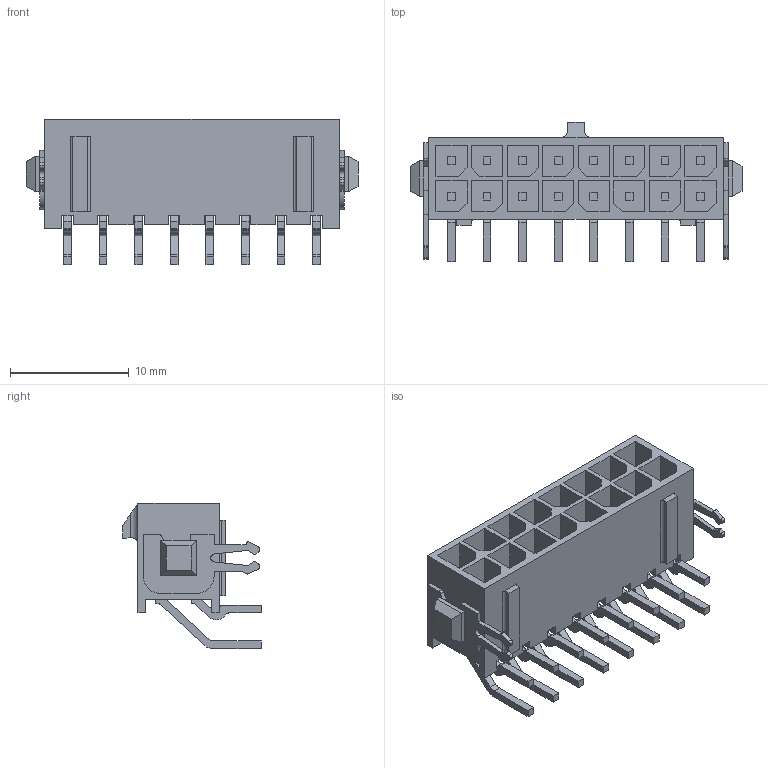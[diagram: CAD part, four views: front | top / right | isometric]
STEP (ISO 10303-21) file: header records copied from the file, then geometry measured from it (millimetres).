
FILE_DESCRIPTION(/* description */ ('STEP AP242','CAx-IF Rec.Pracs.---Representation and Presentation of Product Manufacturing Information (PMI)---4.0---2014-10-13'),/* implementation_level */ '2;1');
FILE_NAME(/* name */ '4-794677-6.stp',/* time_stamp */ '2020-06-21T14:30:07-07:00',/* author */ ('Ryan'),/* organization */ ('TraceParts S.A.'),/* preprocessor_version */ 'ST-DEVELOPER v18',/* originating_system */ 'Autodesk Inventor 2020',/* authorisation */ ' ');
FILE_SCHEMA (('AP242_MANAGED_MODEL_BASED_3D_ENGINEERING_MIM_LF { 1 0 10303 442 1 1 4 }'));
Length unit declared in the file: millimetre
Products named in the file (1): 4-794677-6
Bounding box: 28 x 11.72 x 12.24 mm (x, y, z)
Volume: 861.7 mm3; surface area: 2659.4 mm2
Topology: 1 solids, 1 shells, 591 faces, 1591 edges, 1056 vertices
Faces by surface type: plane 486, cylinder 105
Entity records: 18802 total; most frequent: CARTESIAN_POINT 3256, ORIENTED_EDGE 3182, DIRECTION 3011, EDGE_CURVE 1591, LINE 1381, VECTOR 1381, VERTEX_POINT 1056, AXIS2_PLACEMENT_3D 815
